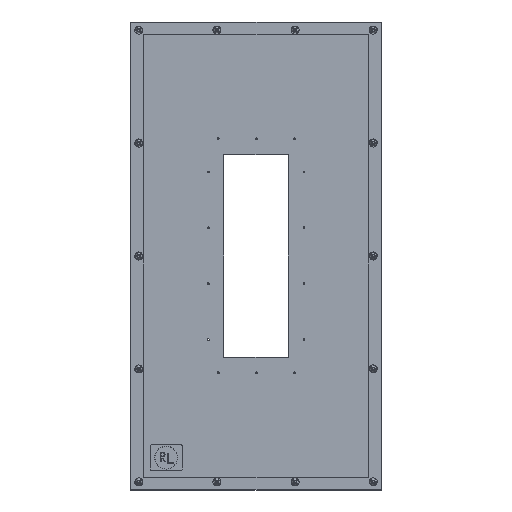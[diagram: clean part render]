
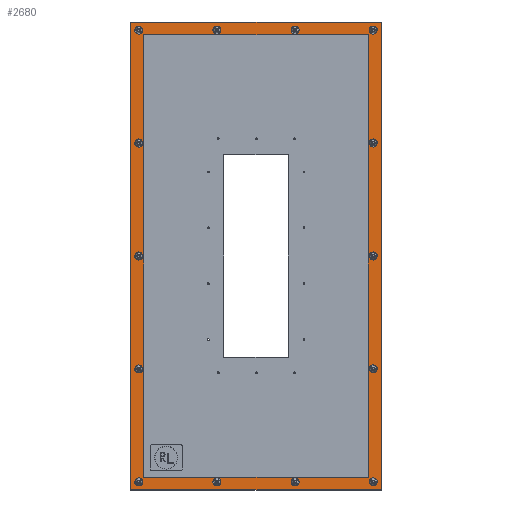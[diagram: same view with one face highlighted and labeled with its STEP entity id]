
A CAD part, top view. The second image highlights one B-rep face of the part: STEP entity #2680.
In plain terms, the highlighted planar face has unit normal (0, 0, 1).
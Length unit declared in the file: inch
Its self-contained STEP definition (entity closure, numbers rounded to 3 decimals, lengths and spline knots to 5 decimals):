
#181=LINE('',#4147,#322);
#185=LINE('',#4155,#326);
#188=LINE('',#4161,#329);
#191=LINE('',#4166,#332);
#193=LINE('',#4171,#334);
#197=LINE('',#4179,#338);
#200=LINE('',#4185,#341);
#203=LINE('',#4190,#344);
#322=VECTOR('',#3401,34.25);
#326=VECTOR('',#3407,17.40625);
#329=VECTOR('',#3412,34.25);
#332=VECTOR('',#3417,17.40625);
#334=VECTOR('',#3421,36.25);
#338=VECTOR('',#3427,19.40625);
#341=VECTOR('',#3432,36.25);
#344=VECTOR('',#3437,19.40625);
#457=PLANE('',#2924);
#615=FACE_BOUND('',#989,.T.);
#616=FACE_BOUND('',#990,.T.);
#617=FACE_BOUND('',#991,.T.);
#618=FACE_BOUND('',#992,.T.);
#619=FACE_BOUND('',#993,.T.);
#620=FACE_BOUND('',#994,.T.);
#621=FACE_BOUND('',#995,.T.);
#622=FACE_BOUND('',#996,.T.);
#623=FACE_BOUND('',#997,.T.);
#624=FACE_BOUND('',#998,.T.);
#625=FACE_BOUND('',#999,.T.);
#626=FACE_BOUND('',#1000,.T.);
#627=FACE_BOUND('',#1001,.T.);
#628=FACE_BOUND('',#1002,.T.);
#629=FACE_BOUND('',#1003,.T.);
#737=FACE_OUTER_BOUND('',#988,.T.);
#988=EDGE_LOOP('',(#2052,#2053,#2054,#2055));
#989=EDGE_LOOP('',(#2056));
#990=EDGE_LOOP('',(#2057));
#991=EDGE_LOOP('',(#2058));
#992=EDGE_LOOP('',(#2059));
#993=EDGE_LOOP('',(#2060));
#994=EDGE_LOOP('',(#2061));
#995=EDGE_LOOP('',(#2062));
#996=EDGE_LOOP('',(#2063));
#997=EDGE_LOOP('',(#2064));
#998=EDGE_LOOP('',(#2065));
#999=EDGE_LOOP('',(#2066));
#1000=EDGE_LOOP('',(#2067));
#1001=EDGE_LOOP('',(#2068));
#1002=EDGE_LOOP('',(#2069));
#1003=EDGE_LOOP('',(#2070,#2071,#2072,#2073));
#1198=CIRCLE('',#2876,0.10938);
#1200=CIRCLE('',#2879,0.10938);
#1202=CIRCLE('',#2882,0.10938);
#1204=CIRCLE('',#2885,0.10938);
#1206=CIRCLE('',#2888,0.10938);
#1208=CIRCLE('',#2891,0.10938);
#1210=CIRCLE('',#2894,0.10938);
#1212=CIRCLE('',#2897,0.10938);
#1214=CIRCLE('',#2900,0.10938);
#1216=CIRCLE('',#2903,0.10938);
#1218=CIRCLE('',#2906,0.10938);
#1220=CIRCLE('',#2909,0.10938);
#1222=CIRCLE('',#2912,0.10938);
#1224=CIRCLE('',#2915,0.10938);
#1356=VERTEX_POINT('',#4077);
#1358=VERTEX_POINT('',#4082);
#1360=VERTEX_POINT('',#4087);
#1362=VERTEX_POINT('',#4092);
#1364=VERTEX_POINT('',#4097);
#1366=VERTEX_POINT('',#4102);
#1368=VERTEX_POINT('',#4107);
#1370=VERTEX_POINT('',#4112);
#1372=VERTEX_POINT('',#4117);
#1374=VERTEX_POINT('',#4122);
#1376=VERTEX_POINT('',#4127);
#1378=VERTEX_POINT('',#4132);
#1380=VERTEX_POINT('',#4137);
#1382=VERTEX_POINT('',#4142);
#1383=VERTEX_POINT('',#4145);
#1384=VERTEX_POINT('',#4146);
#1387=VERTEX_POINT('',#4154);
#1389=VERTEX_POINT('',#4160);
#1391=VERTEX_POINT('',#4169);
#1392=VERTEX_POINT('',#4170);
#1395=VERTEX_POINT('',#4178);
#1397=VERTEX_POINT('',#4184);
#1604=EDGE_CURVE('',#1356,#1356,#1198,.T.);
#1606=EDGE_CURVE('',#1358,#1358,#1200,.T.);
#1608=EDGE_CURVE('',#1360,#1360,#1202,.T.);
#1610=EDGE_CURVE('',#1362,#1362,#1204,.T.);
#1612=EDGE_CURVE('',#1364,#1364,#1206,.T.);
#1614=EDGE_CURVE('',#1366,#1366,#1208,.T.);
#1616=EDGE_CURVE('',#1368,#1368,#1210,.T.);
#1618=EDGE_CURVE('',#1370,#1370,#1212,.T.);
#1620=EDGE_CURVE('',#1372,#1372,#1214,.T.);
#1622=EDGE_CURVE('',#1374,#1374,#1216,.T.);
#1624=EDGE_CURVE('',#1376,#1376,#1218,.T.);
#1626=EDGE_CURVE('',#1378,#1378,#1220,.T.);
#1628=EDGE_CURVE('',#1380,#1380,#1222,.T.);
#1630=EDGE_CURVE('',#1382,#1382,#1224,.T.);
#1631=EDGE_CURVE('',#1383,#1384,#181,.T.);
#1635=EDGE_CURVE('',#1384,#1387,#185,.T.);
#1638=EDGE_CURVE('',#1387,#1389,#188,.T.);
#1641=EDGE_CURVE('',#1389,#1383,#191,.T.);
#1643=EDGE_CURVE('',#1391,#1392,#193,.T.);
#1647=EDGE_CURVE('',#1392,#1395,#197,.T.);
#1650=EDGE_CURVE('',#1395,#1397,#200,.T.);
#1653=EDGE_CURVE('',#1397,#1391,#203,.T.);
#2052=ORIENTED_EDGE('',*,*,#1643,.F.);
#2053=ORIENTED_EDGE('',*,*,#1653,.F.);
#2054=ORIENTED_EDGE('',*,*,#1650,.F.);
#2055=ORIENTED_EDGE('',*,*,#1647,.F.);
#2056=ORIENTED_EDGE('',*,*,#1604,.T.);
#2057=ORIENTED_EDGE('',*,*,#1606,.T.);
#2058=ORIENTED_EDGE('',*,*,#1608,.T.);
#2059=ORIENTED_EDGE('',*,*,#1610,.T.);
#2060=ORIENTED_EDGE('',*,*,#1612,.T.);
#2061=ORIENTED_EDGE('',*,*,#1614,.T.);
#2062=ORIENTED_EDGE('',*,*,#1616,.T.);
#2063=ORIENTED_EDGE('',*,*,#1618,.T.);
#2064=ORIENTED_EDGE('',*,*,#1620,.T.);
#2065=ORIENTED_EDGE('',*,*,#1622,.T.);
#2066=ORIENTED_EDGE('',*,*,#1624,.T.);
#2067=ORIENTED_EDGE('',*,*,#1626,.T.);
#2068=ORIENTED_EDGE('',*,*,#1628,.T.);
#2069=ORIENTED_EDGE('',*,*,#1630,.T.);
#2070=ORIENTED_EDGE('',*,*,#1631,.T.);
#2071=ORIENTED_EDGE('',*,*,#1635,.T.);
#2072=ORIENTED_EDGE('',*,*,#1638,.T.);
#2073=ORIENTED_EDGE('',*,*,#1641,.T.);
#2680=ADVANCED_FACE('',(#737,#615,#616,#617,#618,#619,#620,#621,#622,#623,
#624,#625,#626,#627,#628,#629),#457,.T.);
#2876=AXIS2_PLACEMENT_3D('',#4078,#3319,#3320);
#2879=AXIS2_PLACEMENT_3D('',#4083,#3325,#3326);
#2882=AXIS2_PLACEMENT_3D('',#4088,#3331,#3332);
#2885=AXIS2_PLACEMENT_3D('',#4093,#3337,#3338);
#2888=AXIS2_PLACEMENT_3D('',#4098,#3343,#3344);
#2891=AXIS2_PLACEMENT_3D('',#4103,#3349,#3350);
#2894=AXIS2_PLACEMENT_3D('',#4108,#3355,#3356);
#2897=AXIS2_PLACEMENT_3D('',#4113,#3361,#3362);
#2900=AXIS2_PLACEMENT_3D('',#4118,#3367,#3368);
#2903=AXIS2_PLACEMENT_3D('',#4123,#3373,#3374);
#2906=AXIS2_PLACEMENT_3D('',#4128,#3379,#3380);
#2909=AXIS2_PLACEMENT_3D('',#4133,#3385,#3386);
#2912=AXIS2_PLACEMENT_3D('',#4138,#3391,#3392);
#2915=AXIS2_PLACEMENT_3D('',#4143,#3397,#3398);
#2924=AXIS2_PLACEMENT_3D('',#4192,#3439,#3440);
#3319=DIRECTION('center_axis',(0.,0.,-1.));
#3320=DIRECTION('ref_axis',(-1.,0.,0.));
#3325=DIRECTION('center_axis',(0.,0.,-1.));
#3326=DIRECTION('ref_axis',(-1.,0.,0.));
#3331=DIRECTION('center_axis',(0.,0.,-1.));
#3332=DIRECTION('ref_axis',(-1.,0.,0.));
#3337=DIRECTION('center_axis',(0.,0.,-1.));
#3338=DIRECTION('ref_axis',(-1.,0.,0.));
#3343=DIRECTION('center_axis',(0.,0.,-1.));
#3344=DIRECTION('ref_axis',(-1.,0.,0.));
#3349=DIRECTION('center_axis',(0.,0.,-1.));
#3350=DIRECTION('ref_axis',(-1.,0.,0.));
#3355=DIRECTION('center_axis',(0.,0.,-1.));
#3356=DIRECTION('ref_axis',(-1.,0.,0.));
#3361=DIRECTION('center_axis',(0.,0.,-1.));
#3362=DIRECTION('ref_axis',(-1.,0.,0.));
#3367=DIRECTION('center_axis',(0.,0.,-1.));
#3368=DIRECTION('ref_axis',(-1.,0.,0.));
#3373=DIRECTION('center_axis',(0.,0.,-1.));
#3374=DIRECTION('ref_axis',(-1.,0.,0.));
#3379=DIRECTION('center_axis',(0.,0.,-1.));
#3380=DIRECTION('ref_axis',(-1.,0.,0.));
#3385=DIRECTION('center_axis',(0.,0.,-1.));
#3386=DIRECTION('ref_axis',(-1.,0.,0.));
#3391=DIRECTION('center_axis',(0.,0.,-1.));
#3392=DIRECTION('ref_axis',(-1.,0.,0.));
#3397=DIRECTION('center_axis',(0.,0.,-1.));
#3398=DIRECTION('ref_axis',(-1.,0.,0.));
#3401=DIRECTION('',(0.,-1.,0.));
#3407=DIRECTION('',(-1.,0.,0.));
#3412=DIRECTION('',(0.,1.,0.));
#3417=DIRECTION('',(1.,0.,0.));
#3421=DIRECTION('',(0.,-1.,0.));
#3427=DIRECTION('',(-1.,0.,0.));
#3432=DIRECTION('',(0.,1.,0.));
#3437=DIRECTION('',(1.,0.,0.));
#3439=DIRECTION('center_axis',(0.,0.,1.));
#3440=DIRECTION('ref_axis',(1.,0.,0.));
#4077=CARTESIAN_POINT('',(16.48475,-23.9196,0.125));
#4078=CARTESIAN_POINT('Origin',(16.37537,-23.9196,0.125));
#4082=CARTESIAN_POINT('',(10.43266,-23.9196,0.125));
#4083=CARTESIAN_POINT('Origin',(10.32329,-23.9196,0.125));
#4087=CARTESIAN_POINT('',(4.38058,-23.9196,0.125));
#4088=CARTESIAN_POINT('Origin',(4.27121,-23.9196,0.125));
#4092=CARTESIAN_POINT('',(-1.6715,-23.9196,0.125));
#4093=CARTESIAN_POINT('Origin',(-1.78088,-23.9196,0.125));
#4097=CARTESIAN_POINT('',(16.48475,-15.1696,0.125));
#4098=CARTESIAN_POINT('Origin',(16.37537,-15.1696,0.125));
#4102=CARTESIAN_POINT('',(-1.6715,-15.1696,0.125));
#4103=CARTESIAN_POINT('Origin',(-1.78088,-15.1696,0.125));
#4107=CARTESIAN_POINT('',(16.48475,-6.4196,0.125));
#4108=CARTESIAN_POINT('Origin',(16.37537,-6.4196,0.125));
#4112=CARTESIAN_POINT('',(-1.6715,-6.4196,0.125));
#4113=CARTESIAN_POINT('Origin',(-1.78088,-6.4196,0.125));
#4117=CARTESIAN_POINT('',(16.48475,2.3304,0.125));
#4118=CARTESIAN_POINT('Origin',(16.37537,2.3304,0.125));
#4122=CARTESIAN_POINT('',(-1.6715,2.3304,0.125));
#4123=CARTESIAN_POINT('Origin',(-1.78088,2.3304,0.125));
#4127=CARTESIAN_POINT('',(16.48475,11.0804,0.125));
#4128=CARTESIAN_POINT('Origin',(16.37537,11.0804,0.125));
#4132=CARTESIAN_POINT('',(10.43266,11.0804,0.125));
#4133=CARTESIAN_POINT('Origin',(10.32329,11.0804,0.125));
#4137=CARTESIAN_POINT('',(4.38058,11.0804,0.125));
#4138=CARTESIAN_POINT('Origin',(4.27121,11.0804,0.125));
#4142=CARTESIAN_POINT('',(-1.6715,11.0804,0.125));
#4143=CARTESIAN_POINT('Origin',(-1.78088,11.0804,0.125));
#4145=CARTESIAN_POINT('',(16.00037,10.7054,0.125));
#4146=CARTESIAN_POINT('',(16.00037,-23.5446,0.125));
#4147=CARTESIAN_POINT('',(16.00037,2.1429,0.125));
#4154=CARTESIAN_POINT('',(-1.40588,-23.5446,0.125));
#4155=CARTESIAN_POINT('',(11.64881,-23.5446,0.125));
#4160=CARTESIAN_POINT('',(-1.40588,10.7054,0.125));
#4161=CARTESIAN_POINT('',(-1.40588,-14.9821,0.125));
#4166=CARTESIAN_POINT('',(2.94569,10.7054,0.125));
#4169=CARTESIAN_POINT('',(17.00037,11.7054,0.125));
#4170=CARTESIAN_POINT('',(17.00037,-24.5446,0.125));
#4171=CARTESIAN_POINT('',(17.00037,11.7054,0.125));
#4178=CARTESIAN_POINT('',(-2.40588,-24.5446,0.125));
#4179=CARTESIAN_POINT('',(17.00037,-24.5446,0.125));
#4184=CARTESIAN_POINT('',(-2.40588,11.7054,0.125));
#4185=CARTESIAN_POINT('',(-2.40588,-24.5446,0.125));
#4190=CARTESIAN_POINT('',(-2.40588,11.7054,0.125));
#4192=CARTESIAN_POINT('Origin',(7.29725,-6.4196,0.125));
